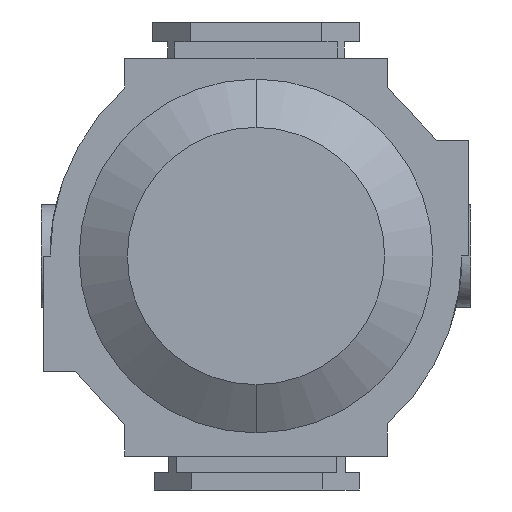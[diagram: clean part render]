
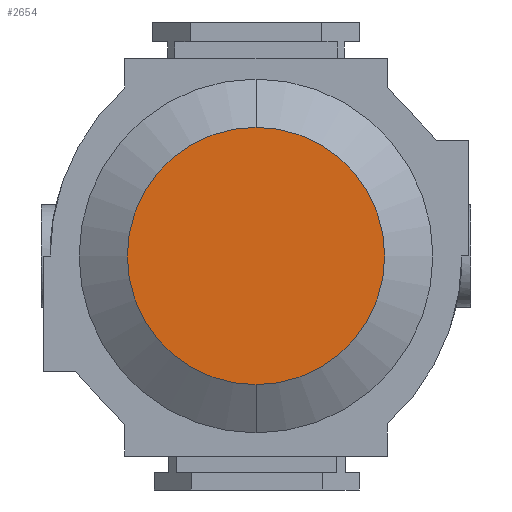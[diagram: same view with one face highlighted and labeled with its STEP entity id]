
A CAD part, front view. The second image highlights one B-rep face of the part: STEP entity #2654.
In plain terms, the highlighted planar face has unit normal (0, -1, 0).
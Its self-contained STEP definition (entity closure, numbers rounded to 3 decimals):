
#55 = AXIS2_PLACEMENT_3D ( 'NONE', #1537, #2316, #204 ) ;
#204 = DIRECTION ( 'NONE',  ( 0., 0., -1. ) ) ;
#440 = AXIS2_PLACEMENT_3D ( 'NONE', #3209, #2921, #505 ) ;
#471 = CARTESIAN_POINT ( 'NONE',  ( 0., -75.64, 22. ) ) ;
#505 = DIRECTION ( 'NONE',  ( 0., 0., -1. ) ) ;
#543 = EDGE_CURVE ( 'NONE', #3256, #1028, #1229, .T. ) ;
#667 = CARTESIAN_POINT ( 'NONE',  ( 0., -75.64, 0. ) ) ;
#867 = CARTESIAN_POINT ( 'NONE',  ( 0., -75.64, -22. ) ) ;
#1028 = VERTEX_POINT ( 'NONE', #471 ) ;
#1081 = ORIENTED_EDGE ( 'NONE', *, *, #1713, .T. ) ;
#1227 = AXIS2_PLACEMENT_3D ( 'NONE', #667, #3126, #2301 ) ;
#1229 = CIRCLE ( 'NONE', #440, 22. ) ;
#1537 = CARTESIAN_POINT ( 'NONE',  ( 0., -75.64, 0. ) ) ;
#1652 = EDGE_LOOP ( 'NONE', ( #2767, #1081 ) ) ;
#1713 = EDGE_CURVE ( 'NONE', #1028, #3256, #1791, .T. ) ;
#1791 = CIRCLE ( 'NONE', #1227, 22. ) ;
#1799 = FACE_OUTER_BOUND ( 'NONE', #1652, .T. ) ;
#2301 = DIRECTION ( 'NONE',  ( 0., 0., -1. ) ) ;
#2316 = DIRECTION ( 'NONE',  ( 0., -1., 0. ) ) ;
#2654 = ADVANCED_FACE ( 'NONE', ( #1799 ), #3474, .T. ) ;
#2767 = ORIENTED_EDGE ( 'NONE', *, *, #543, .T. ) ;
#2921 = DIRECTION ( 'NONE',  ( 0., -1., 0. ) ) ;
#3126 = DIRECTION ( 'NONE',  ( 0., -1., 0. ) ) ;
#3209 = CARTESIAN_POINT ( 'NONE',  ( 0., -75.64, 0. ) ) ;
#3256 = VERTEX_POINT ( 'NONE', #867 ) ;
#3474 = PLANE ( 'NONE',  #55 ) ;
